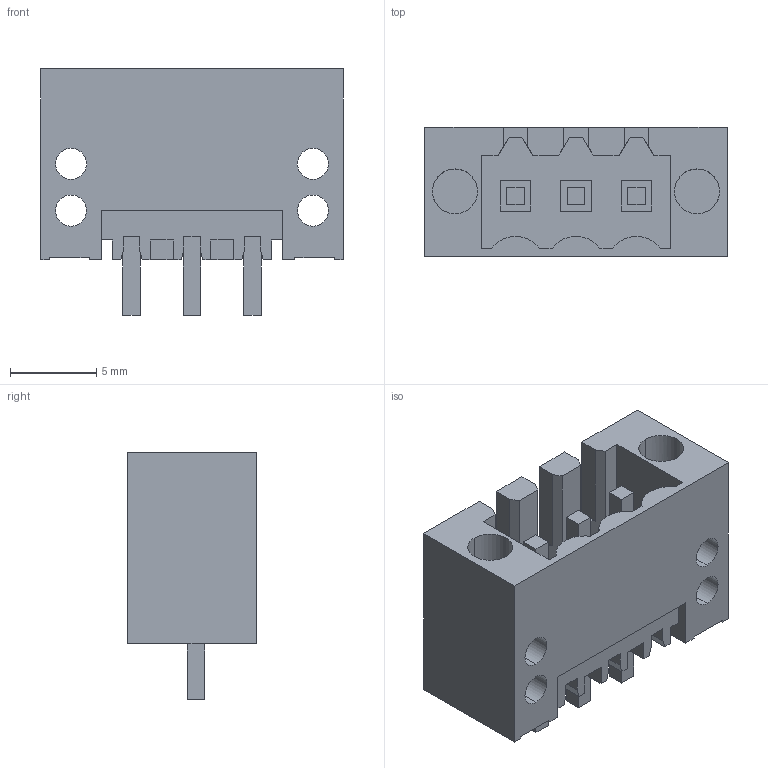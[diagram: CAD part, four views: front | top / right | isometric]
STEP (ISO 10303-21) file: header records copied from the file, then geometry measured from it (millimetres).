
FILE_DESCRIPTION(('CATIA V5 STEP Exchange','CAx-IF Rec.Pracs.--- Model Styling and Organization---1.2---2011-12-15'),'2;1');
FILE_NAME ('D1448951_0_1142260000_1142260000.stp','2018-03-13T07:17:39+00:00',('none'),('Weidmueller'),'CATIA Version 5-6 Release 2014','CATIA V5 STEP AP214','none');
FILE_SCHEMA(('AUTOMOTIVE_DESIGN { 1 0 10303 214 1 1 1 1 }'));
Length unit declared in the file: millimetre
Products named in the file (1): 1142260000
Bounding box: 17.5 x 7.45 x 14.25 mm (x, y, z)
Volume: 696.2 mm3; surface area: 1749.7 mm2
Topology: 4 solids, 4 shells, 265 faces, 742 edges, 492 vertices
Faces by surface type: plane 240, cylinder 25
Entity records: 8403 total; most frequent: CARTESIAN_POINT 1492, ORIENTED_EDGE 1476, DIRECTION 1162, EDGE_CURVE 738, VECTOR 688, LINE 688, VERTEX_POINT 490, EDGE_LOOP 294
